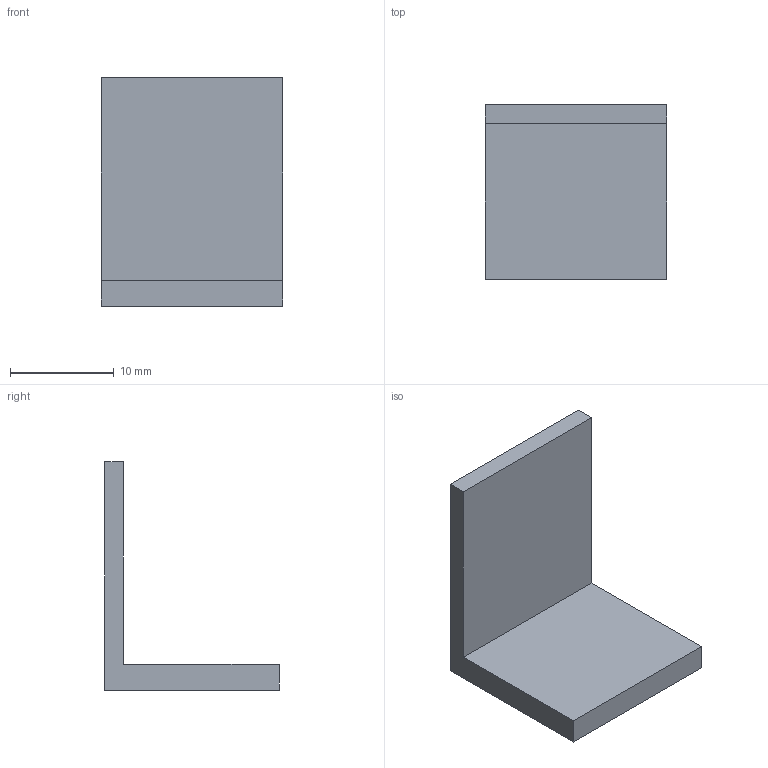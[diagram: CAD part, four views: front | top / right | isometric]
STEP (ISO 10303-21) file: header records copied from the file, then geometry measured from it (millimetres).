
FILE_DESCRIPTION(/* description */ (''),/* implementation_level */ '2;1');
FILE_NAME(/* name */ 'DieseRC 12V Receiver Relay Case Shim.step',/* time_stamp */ '2026-02-23T20:52:30-05:00',/* author */ (''),/* organization */ (''),/* preprocessor_version */ 'ST-DEVELOPER v20.1',/* originating_system */ 'Autodesk Translation Framework v14.24.0.0',/* authorisation */ '');
FILE_SCHEMA (('AUTOMOTIVE_DESIGN { 1 0 10303 214 3 1 1 }'));
Length unit declared in the file: millimetre
Products named in the file (1): 2026-02-23-18-50-32-341
Bounding box: 17.5 x 16.8 x 22 mm (x, y, z)
Volume: 1335.4 mm3; surface area: 1568 mm2
Topology: 1 solids, 1 shells, 60 faces, 159 edges, 106 vertices
Faces by surface type: bspline 31, plane 29
Entity records: 2166 total; most frequent: CARTESIAN_POINT 853, ORIENTED_EDGE 318, EDGE_CURVE 159, DIRECTION 157, VERTEX_POINT 106, LINE 97, VECTOR 97, EDGE_LOOP 65
